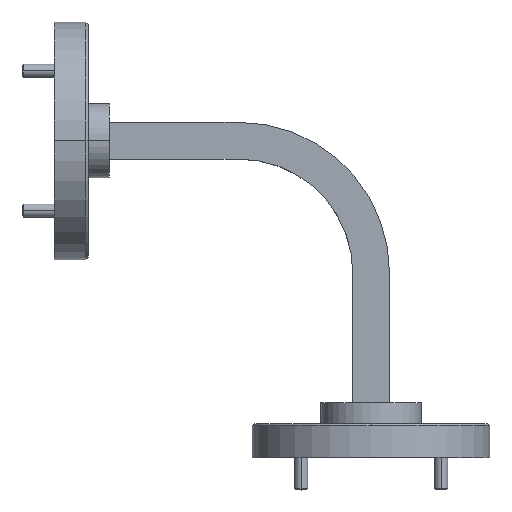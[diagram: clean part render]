
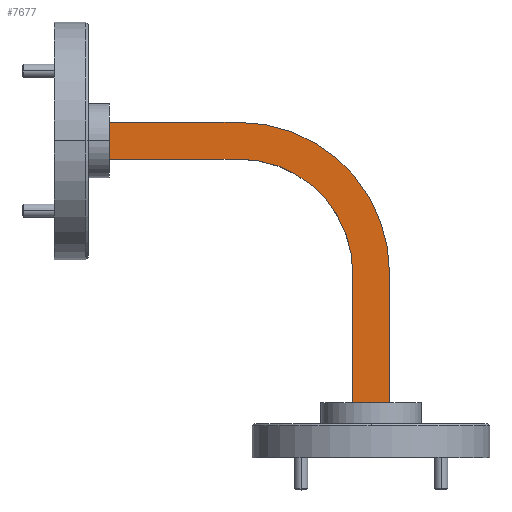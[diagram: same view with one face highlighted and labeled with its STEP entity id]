
A CAD part, top view. The second image highlights one B-rep face of the part: STEP entity #7677.
In plain terms, the highlighted planar face has unit normal (0, 0, 1).
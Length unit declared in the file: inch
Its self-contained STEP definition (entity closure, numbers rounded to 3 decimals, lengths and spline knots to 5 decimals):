
#52 = VECTOR ( 'NONE', #3799, 39.37008 ) ;
#176 = VERTEX_POINT ( 'NONE', #5090 ) ;
#192 = ORIENTED_EDGE ( 'NONE', *, *, #1986, .F. ) ;
#225 = AXIS2_PLACEMENT_3D ( 'NONE', #5243, #7143, #5442 ) ;
#259 = DIRECTION ( 'NONE',  ( 0., 0., -1. ) ) ;
#422 = ORIENTED_EDGE ( 'NONE', *, *, #2782, .F. ) ;
#457 = VERTEX_POINT ( 'NONE', #3011 ) ;
#514 = FACE_OUTER_BOUND ( 'NONE', #4451, .T. ) ;
#574 = ORIENTED_EDGE ( 'NONE', *, *, #2951, .F. ) ;
#619 = DIRECTION ( 'NONE',  ( -1., 0., 0. ) ) ;
#904 = AXIS2_PLACEMENT_3D ( 'NONE', #2531, #1969, #619 ) ;
#1098 = ORIENTED_EDGE ( 'NONE', *, *, #2556, .T. ) ;
#1312 = CARTESIAN_POINT ( 'NONE',  ( 0.26, 0.087, 0.134 ) ) ;
#1380 = VERTEX_POINT ( 'NONE', #4982 ) ;
#1410 = EDGE_CURVE ( 'NONE', #457, #6003, #2082, .T. ) ;
#1427 = AXIS2_PLACEMENT_3D ( 'NONE', #5521, #259, #2099 ) ;
#1610 = CARTESIAN_POINT ( 'NONE',  ( 0.875, -1.24, 0.134 ) ) ;
#1661 = CIRCLE ( 'NONE', #904, 0.712 ) ;
#1782 = ORIENTED_EDGE ( 'NONE', *, *, #4754, .F. ) ;
#1943 = CARTESIAN_POINT ( 'NONE',  ( 0.875, 0.087, 0.134 ) ) ;
#1969 = DIRECTION ( 'NONE',  ( 0., 0., -1. ) ) ;
#1986 = EDGE_CURVE ( 'NONE', #176, #1380, #5752, .T. ) ;
#2002 = CARTESIAN_POINT ( 'NONE',  ( 1.413, -1.24, 0.134 ) ) ;
#2030 = CARTESIAN_POINT ( 'NONE',  ( 0.26, -0.087, 0.134 ) ) ;
#2082 = LINE ( 'NONE', #4476, #3280 ) ;
#2087 = CARTESIAN_POINT ( 'NONE',  ( 0.875, -0.087, 0.134 ) ) ;
#2099 = DIRECTION ( 'NONE',  ( -1., 0., 0. ) ) ;
#2531 = CARTESIAN_POINT ( 'NONE',  ( 0.875, -0.625, 0.134 ) ) ;
#2556 = EDGE_CURVE ( 'NONE', #4676, #5561, #5595, .T. ) ;
#2773 = CARTESIAN_POINT ( 'NONE',  ( 0.875, -0.087, 0.134 ) ) ;
#2782 = EDGE_CURVE ( 'NONE', #4676, #176, #1661, .T. ) ;
#2951 = EDGE_CURVE ( 'NONE', #7627, #7001, #4411, .T. ) ;
#3011 = CARTESIAN_POINT ( 'NONE',  ( 1.413, -0.625, 0.134 ) ) ;
#3045 = CARTESIAN_POINT ( 'NONE',  ( 0.875, 0.087, 0.134 ) ) ;
#3167 = DIRECTION ( 'NONE',  ( -1., 0., 0. ) ) ;
#3234 = VECTOR ( 'NONE', #7509, 39.37008 ) ;
#3280 = VECTOR ( 'NONE', #4553, 39.37008 ) ;
#3343 = DIRECTION ( 'NONE',  ( -1., 0., 0. ) ) ;
#3799 = DIRECTION ( 'NONE',  ( 0., -1., 0. ) ) ;
#3843 = EDGE_CURVE ( 'NONE', #7627, #457, #4753, .T. ) ;
#4170 = ORIENTED_EDGE ( 'NONE', *, *, #3843, .T. ) ;
#4411 = LINE ( 'NONE', #2087, #6693 ) ;
#4451 = EDGE_LOOP ( 'NONE', ( #1782, #574, #4170, #6951, #7664, #192, #422, #1098 ) ) ;
#4476 = CARTESIAN_POINT ( 'NONE',  ( 1.413, -0.625, 0.134 ) ) ;
#4553 = DIRECTION ( 'NONE',  ( 0., -1., 0. ) ) ;
#4573 = CARTESIAN_POINT ( 'NONE',  ( 1.587, -0.625, 0.134 ) ) ;
#4676 = VERTEX_POINT ( 'NONE', #1943 ) ;
#4753 = CIRCLE ( 'NONE', #1427, 0.538 ) ;
#4754 = EDGE_CURVE ( 'NONE', #7001, #5561, #5642, .T. ) ;
#4982 = CARTESIAN_POINT ( 'NONE',  ( 1.587, -1.24, 0.134 ) ) ;
#5090 = CARTESIAN_POINT ( 'NONE',  ( 1.587, -0.625, 0.134 ) ) ;
#5243 = CARTESIAN_POINT ( 'NONE',  ( 0.875, -0.087, 0.134 ) ) ;
#5442 = DIRECTION ( 'NONE',  ( 1., 0., 0. ) ) ;
#5521 = CARTESIAN_POINT ( 'NONE',  ( 0.875, -0.625, 0.134 ) ) ;
#5561 = VERTEX_POINT ( 'NONE', #1312 ) ;
#5595 = LINE ( 'NONE', #3045, #6446 ) ;
#5642 = LINE ( 'NONE', #2030, #3234 ) ;
#5752 = LINE ( 'NONE', #4573, #52 ) ;
#5904 = DIRECTION ( 'NONE',  ( -1., 0., 0. ) ) ;
#5922 = PLANE ( 'NONE',  #225 ) ;
#5987 = LINE ( 'NONE', #1610, #7364 ) ;
#6003 = VERTEX_POINT ( 'NONE', #2002 ) ;
#6153 = EDGE_CURVE ( 'NONE', #1380, #6003, #5987, .T. ) ;
#6446 = VECTOR ( 'NONE', #3167, 39.37008 ) ;
#6579 = CARTESIAN_POINT ( 'NONE',  ( 0.26, -0.087, 0.134 ) ) ;
#6693 = VECTOR ( 'NONE', #3343, 39.37008 ) ;
#6951 = ORIENTED_EDGE ( 'NONE', *, *, #1410, .T. ) ;
#7001 = VERTEX_POINT ( 'NONE', #6579 ) ;
#7143 = DIRECTION ( 'NONE',  ( 0., 0., 1. ) ) ;
#7364 = VECTOR ( 'NONE', #5904, 39.37008 ) ;
#7509 = DIRECTION ( 'NONE',  ( 0., 1., 0. ) ) ;
#7627 = VERTEX_POINT ( 'NONE', #2773 ) ;
#7664 = ORIENTED_EDGE ( 'NONE', *, *, #6153, .F. ) ;
#7677 = ADVANCED_FACE ( 'NONE', ( #514 ), #5922, .T. ) ;
